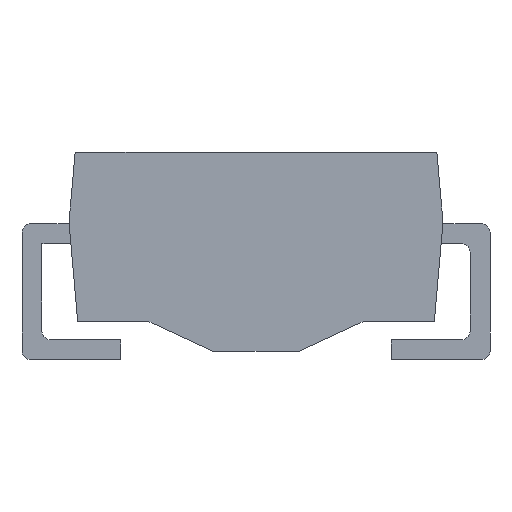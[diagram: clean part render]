
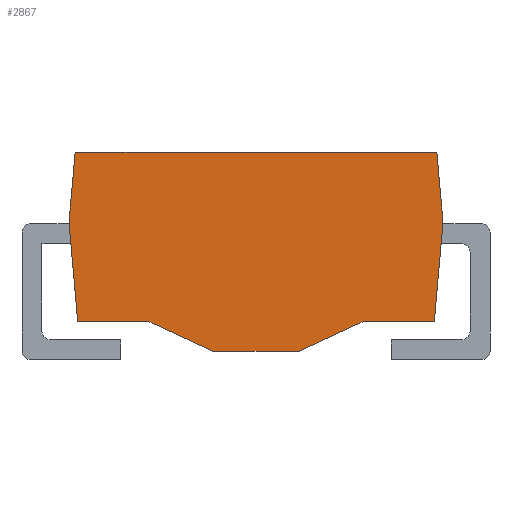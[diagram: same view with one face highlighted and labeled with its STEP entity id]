
A CAD part, front view. The second image highlights one B-rep face of the part: STEP entity #2867.
In plain terms, the highlighted face is planar.
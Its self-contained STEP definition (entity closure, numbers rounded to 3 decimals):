
#400=ORIENTED_EDGE('',*,*,#896,.T.);
#401=ORIENTED_EDGE('',*,*,#819,.T.);
#402=ORIENTED_EDGE('',*,*,#893,.T.);
#403=ORIENTED_EDGE('',*,*,#897,.T.);
#404=ORIENTED_EDGE('',*,*,#887,.T.);
#405=ORIENTED_EDGE('',*,*,#874,.T.);
#406=ORIENTED_EDGE('',*,*,#890,.T.);
#407=ORIENTED_EDGE('',*,*,#870,.T.);
#408=ORIENTED_EDGE('',*,*,#867,.T.);
#409=ORIENTED_EDGE('',*,*,#898,.T.);
#410=ORIENTED_EDGE('',*,*,#899,.T.);
#411=ORIENTED_EDGE('',*,*,#841,.T.);
#412=ORIENTED_EDGE('',*,*,#900,.F.);
#413=ORIENTED_EDGE('',*,*,#901,.F.);
#819=EDGE_CURVE('',#1085,#1087,#1280,.T.);
#841=EDGE_CURVE('',#1109,#1107,#1299,.T.);
#867=EDGE_CURVE('',#1128,#1127,#1320,.T.);
#870=EDGE_CURVE('',#1130,#1128,#1323,.T.);
#874=EDGE_CURVE('',#1134,#1133,#1327,.T.);
#887=EDGE_CURVE('',#1140,#1134,#1340,.T.);
#890=EDGE_CURVE('',#1133,#1130,#1343,.T.);
#893=EDGE_CURVE('',#1087,#1143,#1346,.T.);
#896=EDGE_CURVE('',#1144,#1085,#1349,.T.);
#897=EDGE_CURVE('',#1143,#1140,#1350,.T.);
#898=EDGE_CURVE('',#1127,#1145,#1351,.T.);
#899=EDGE_CURVE('',#1145,#1109,#1352,.T.);
#900=EDGE_CURVE('',#1146,#1107,#1353,.T.);
#901=EDGE_CURVE('',#1144,#1146,#1354,.T.);
#1085=VERTEX_POINT('',#4261);
#1087=VERTEX_POINT('',#4265);
#1107=VERTEX_POINT('',#4363);
#1109=VERTEX_POINT('',#4366);
#1127=VERTEX_POINT('',#4450);
#1128=VERTEX_POINT('',#4452);
#1130=VERTEX_POINT('',#4458);
#1133=VERTEX_POINT('',#4465);
#1134=VERTEX_POINT('',#4467);
#1140=VERTEX_POINT('',#4491);
#1143=VERTEX_POINT('',#4503);
#1144=VERTEX_POINT('',#4510);
#1145=VERTEX_POINT('',#4513);
#1146=VERTEX_POINT('',#4516);
#1280=LINE('',#4266,#1530);
#1299=LINE('',#4365,#1549);
#1320=LINE('',#4451,#1570);
#1323=LINE('',#4457,#1573);
#1327=LINE('',#4466,#1577);
#1340=LINE('',#4490,#1590);
#1343=LINE('',#4498,#1593);
#1346=LINE('',#4504,#1596);
#1349=LINE('',#4509,#1599);
#1350=LINE('',#4511,#1600);
#1351=LINE('',#4512,#1601);
#1352=LINE('',#4514,#1602);
#1353=LINE('',#4515,#1603);
#1354=LINE('',#4517,#1604);
#1530=VECTOR('',#3222,1000.);
#1549=VECTOR('',#3243,1000.);
#1570=VECTOR('',#3276,1000.);
#1573=VECTOR('',#3281,1000.);
#1577=VECTOR('',#3287,1000.);
#1590=VECTOR('',#3310,1000.);
#1593=VECTOR('',#3319,1000.);
#1596=VECTOR('',#3324,1000.);
#1599=VECTOR('',#3331,1000.);
#1600=VECTOR('',#3332,1000.);
#1601=VECTOR('',#3333,1000.);
#1602=VECTOR('',#3334,1000.);
#1603=VECTOR('',#3335,1000.);
#1604=VECTOR('',#3336,1000.);
#1743=EDGE_LOOP('',(#400,#401,#402,#403,#404,#405,#406,#407,#408,#409,#410,
#411,#412,#413));
#1868=FACE_BOUND('',#1743,.T.);
#1969=PLANE('',#2988);
#2867=ADVANCED_FACE('',(#1868),#1969,.T.);
#2988=AXIS2_PLACEMENT_3D('',#4508,#3329,#3330);
#3222=DIRECTION('',(-1.,0.,0.));
#3243=DIRECTION('',(-1.,0.,0.));
#3276=DIRECTION('',(1.,0.,0.));
#3281=DIRECTION('',(0.908,0.42,0.));
#3287=DIRECTION('',(0.908,-0.42,0.));
#3310=DIRECTION('',(1.,0.,0.));
#3319=DIRECTION('',(1.,0.,0.));
#3324=DIRECTION('',(-0.087,-0.996,0.));
#3329=DIRECTION('',(0.,0.,1.));
#3330=DIRECTION('',(1.,0.,0.));
#3331=DIRECTION('',(0.,1.,0.));
#3332=DIRECTION('',(0.087,-0.996,0.));
#3333=DIRECTION('',(0.087,0.996,0.));
#3334=DIRECTION('',(-0.087,0.996,0.));
#3335=DIRECTION('',(0.,1.,0.));
#3336=DIRECTION('',(1.,0.,0.));
#4261=CARTESIAN_POINT('',(-1.56,1.005,1.81));
#4265=CARTESIAN_POINT('',(-2.087,1.005,1.81));
#4266=CARTESIAN_POINT('',(2.087,1.005,1.81));
#4363=CARTESIAN_POINT('',(-1.33,1.005,1.81));
#4365=CARTESIAN_POINT('',(2.087,1.005,1.81));
#4366=CARTESIAN_POINT('',(2.087,1.005,1.81));
#4450=CARTESIAN_POINT('',(2.058,-0.945,1.81));
#4451=CARTESIAN_POINT('',(1.246,-0.945,1.81));
#4452=CARTESIAN_POINT('',(1.246,-0.945,1.81));
#4457=CARTESIAN_POINT('',(0.5,-1.29,1.81));
#4458=CARTESIAN_POINT('',(0.5,-1.29,1.81));
#4465=CARTESIAN_POINT('',(-0.5,-1.29,1.81));
#4466=CARTESIAN_POINT('',(-1.246,-0.945,1.81));
#4467=CARTESIAN_POINT('',(-1.246,-0.945,1.81));
#4490=CARTESIAN_POINT('',(-2.065,-0.945,1.81));
#4491=CARTESIAN_POINT('',(-2.058,-0.945,1.81));
#4498=CARTESIAN_POINT('',(-0.5,-1.29,1.81));
#4503=CARTESIAN_POINT('',(-2.158,0.198,1.81));
#4504=CARTESIAN_POINT('',(-2.087,1.005,1.81));
#4508=CARTESIAN_POINT('',(0.,0.,1.81));
#4509=CARTESIAN_POINT('',(-1.56,1.004,1.81));
#4510=CARTESIAN_POINT('',(-1.56,1.004,1.81));
#4511=CARTESIAN_POINT('',(-2.158,0.198,1.81));
#4512=CARTESIAN_POINT('',(2.065,-0.865,1.81));
#4513=CARTESIAN_POINT('',(2.158,0.198,1.81));
#4514=CARTESIAN_POINT('',(2.158,0.198,1.81));
#4515=CARTESIAN_POINT('',(-1.33,1.004,1.81));
#4516=CARTESIAN_POINT('',(-1.33,1.004,1.81));
#4517=CARTESIAN_POINT('',(-1.56,1.004,1.81));
